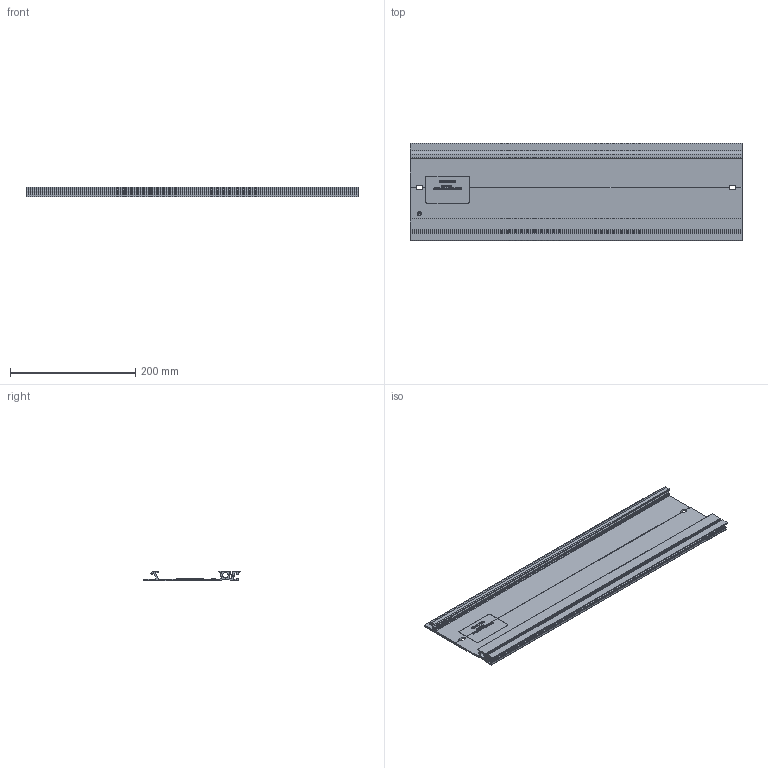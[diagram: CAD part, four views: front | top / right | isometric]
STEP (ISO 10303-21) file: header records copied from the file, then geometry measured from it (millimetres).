
FILE_DESCRIPTION(/* description */ (''),/* implementation_level */ '2;1');
FILE_NAME(/* name */ '6ES7590-1AF30-0AA0_3d.stp',/* time_stamp */ '2023-09-29T14:55:12+02:00',/* author */ (''),/* organization */ (''),/* preprocessor_version */ 'ST-DEVELOPER v18.102',/* originating_system */ 'SIEMENS PLM Software NX 2023',/* authorisation */ '');
FILE_SCHEMA (('AUTOMOTIVE_DESIGN { 1 0 10303 214 3 1 1 1 }'));
Length unit declared in the file: millimetre
Products named in the file (3): A5E30774091A_003; A5E30774088A_003; A5E30774092A_003
Assembly tree (2 placements, depth 2):
  A5E30774092A_003
    A5E30774088A_003
    A5E30774091A_003
Bounding box: 530 x 155 x 15.7 mm (x, y, z)
Volume: 369110.5 mm3; surface area: 255840.3 mm2
Topology: 28 solids, 28 shells, 576 faces, 1534 edges, 1022 vertices
Faces by surface type: plane 400, cylinder 135, extrusion 41
Full cylindrical faces by diameter (mm): 5.9 x1, 6.3 x1, 8.8 x1
Entity records: 20550 total; most frequent: CARTESIAN_POINT 5764, ORIENTED_EDGE 3038, DIRECTION 2574, EDGE_CURVE 1519, VERTEX_POINT 1020, VECTOR 934, LINE 893, AXIS2_PLACEMENT_3D 820
